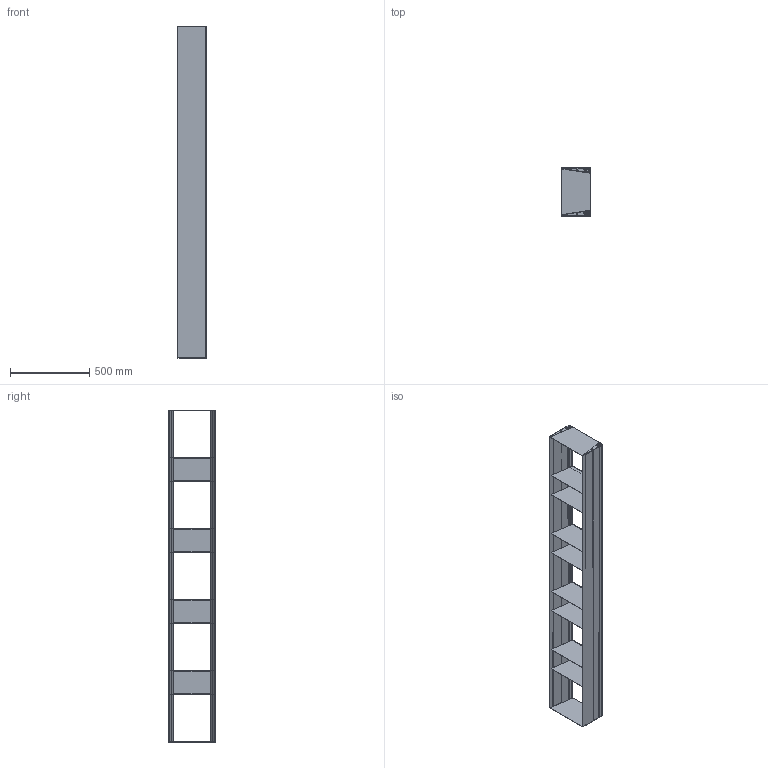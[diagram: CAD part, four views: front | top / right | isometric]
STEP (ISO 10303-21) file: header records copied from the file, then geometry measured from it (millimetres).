
FILE_DESCRIPTION(('STEP AP214'),'1');
FILE_NAME('rregal 2100.STP','2023-11-23T10:19:54',(' '),(' '),'Spatial InterOp 3D',' ',' ');
FILE_SCHEMA(('AUTOMOTIVE_DESIGN { 1 0 10303 214 1 1 1 1 }'));
Length unit declared in the file: millimetre
Products named in the file (1): Solt_r M_bel 2100|Fachbodeneinheit Solit__re#Fachbodeneinheit Solit_re|Solit__re-Board#Solit_re-Board;Solit_re-Board
Bounding box: 180.5 x 301 x 2100 mm (x, y, z)
Volume: 6222806.3 mm3; surface area: 5988144.2 mm2
Topology: 38 solids, 38 shells, 1420 faces, 3932 edges, 2588 vertices
Faces by surface type: cylinder 670, plane 670, cone 64, bspline 16
Entity records: 46574 total; most frequent: CARTESIAN_POINT 8250, DIRECTION 8224, ORIENTED_EDGE 7864, EDGE_CURVE 3932, AXIS2_PLACEMENT_3D 2882, VERTEX_POINT 2588, LINE 2460, VECTOR 2460
